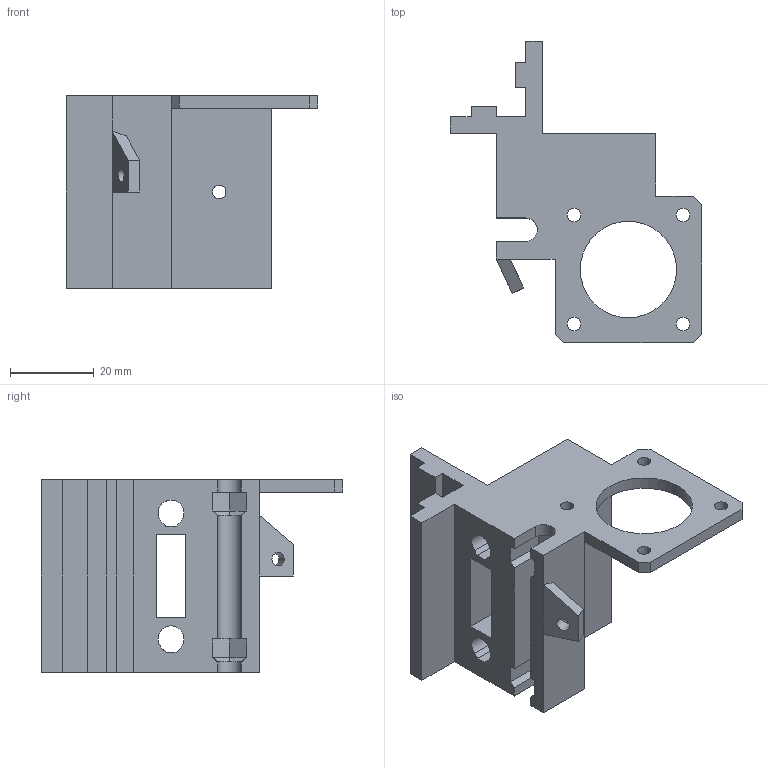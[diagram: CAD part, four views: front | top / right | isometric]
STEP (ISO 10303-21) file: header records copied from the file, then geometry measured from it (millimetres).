
FILE_DESCRIPTION(('FreeCAD Model'),'2;1');
FILE_NAME('x-idler.step', '2014-10-28T12:21:14',('FreeCAD'),('FreeCAD'), 'Open CASCADE STEP processor 6.5','FreeCAD','Unknown');
FILE_SCHEMA(('AUTOMOTIVE_DESIGN_CC2 { 1 2 10303 214 -1 1 5 4 }'));
Length unit declared in the file: millimetre
Products named in the file (1): x-idler
Bounding box: 60 x 72 x 46 mm (x, y, z)
Volume: 35099 mm3; surface area: 18211.5 mm2
Topology: 1 solids, 1 shells, 107 faces, 306 edges, 201 vertices
Faces by surface type: plane 80, cylinder 15, bspline 12
Full cylindrical faces by diameter (mm): 3.2 x9, 23 x1
Entity records: 8776 total; most frequent: CARTESIAN_POINT 2749, DIRECTION 1059, LINE 758, VECTOR 758, ORIENTED_EDGE 612, PCURVE 612, DEFINITIONAL_REPRESENTATION 612, EDGE_CURVE 306
